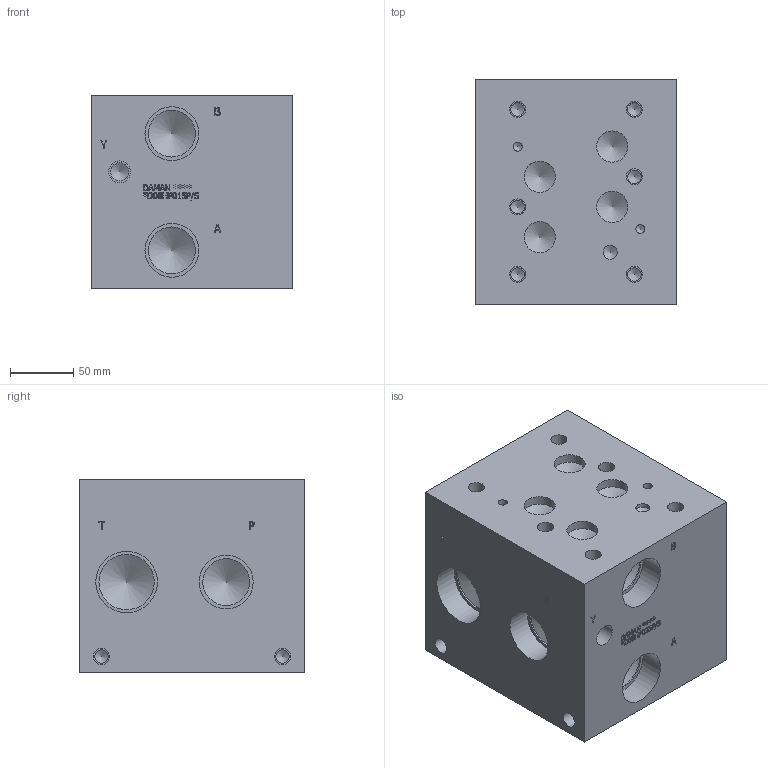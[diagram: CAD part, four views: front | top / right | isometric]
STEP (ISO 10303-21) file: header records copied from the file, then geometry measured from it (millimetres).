
FILE_DESCRIPTION(/* description */ (''),/* implementation_level */ '2;1');
FILE_NAME(/* name */ '_D08HP015P_S.stp',/* time_stamp */ '2021-07-20T11:09:49-04:00',/* author */ ('anthonyv'),/* organization */ (''),/* preprocessor_version */ 'ST-DEVELOPER v18.1',/* originating_system */ 'Autodesk Inventor 2021',/* authorisation */ '');
FILE_SCHEMA (('AUTOMOTIVE_DESIGN { 1 0 10303 214 3 1 1 }'));
Length unit declared in the file: millimetre
Products named in the file (1): _D08HP015P_S
Bounding box: 158.75 x 177.8 x 152.4 mm (x, y, z)
Volume: 3956832.8 mm3; surface area: 201150.9 mm2
Topology: 1 solids, 1 shells, 542 faces, 1479 edges, 1002 vertices
Faces by surface type: plane 333, bspline 135, cylinder 47, cone 27
Full cylindrical faces by diameter (mm): 7.137 x2, 10.719 x10, 11.113 x1, 12.7 x10, 14.3 x1, 17.297 x1, 24.613 x4, 25.4 x1, 31.75 x1, 34.112 x1, 35.992 x1, 36.525 x1, 36.906 x4, 39.675 x1, 42.469 x4, 43.637 x2, 48.565 x2
Entity records: 18154 total; most frequent: CARTESIAN_POINT 4754, ORIENTED_EDGE 2908, DIRECTION 2171, EDGE_CURVE 1454, LINE 1013, VECTOR 1013, VERTEX_POINT 1002, EDGE_LOOP 630
